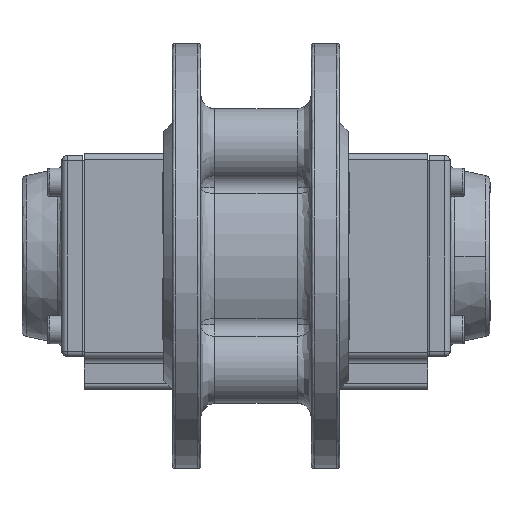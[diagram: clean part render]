
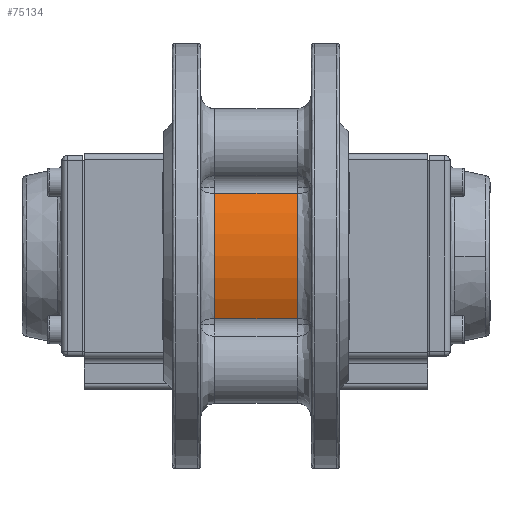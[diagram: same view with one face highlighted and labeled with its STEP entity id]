
A CAD part, front view. The second image highlights one B-rep face of the part: STEP entity #75134.
In plain terms, the highlighted cylindrical face has radius 50 mm (diameter 100 mm), a partial arc.
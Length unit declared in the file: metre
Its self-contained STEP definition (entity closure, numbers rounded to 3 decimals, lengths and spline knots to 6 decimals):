
#4166 = LINE ( 'NONE', #90451, #90520 ) ;
#6334 = EDGE_CURVE ( 'NONE', #46760, #68792, #92773, .T. ) ;
#10059 = CYLINDRICAL_SURFACE ( 'NONE', #70855, 0.05 ) ;
#10788 = ORIENTED_EDGE ( 'NONE', *, *, #93229, .T. ) ;
#15695 = VECTOR ( 'NONE', #59714, 1. ) ;
#15937 = DIRECTION ( 'NONE',  ( 1., 0., 0. ) ) ;
#17815 = CARTESIAN_POINT ( 'NONE',  ( 0.040707, -0.0565, 0.176047 ) ) ;
#18123 = CARTESIAN_POINT ( 'NONE',  ( 0.035957, -0.0565, 0.176047 ) ) ;
#19380 = DIRECTION ( 'NONE',  ( -1., 0., 0. ) ) ;
#22751 = CIRCLE ( 'NONE', #74017, 0.05 ) ;
#25411 = DIRECTION ( 'NONE',  ( 1., 0., 0. ) ) ;
#25778 = CARTESIAN_POINT ( 'NONE',  ( 0.011707, -0.0565, 0.131953 ) ) ;
#32418 = VERTEX_POINT ( 'NONE', #25778 ) ;
#34003 = CARTESIAN_POINT ( 'NONE',  ( 0.040707, -0.011623, 0.154 ) ) ;
#34471 = DIRECTION ( 'NONE',  ( 0., 0., -1. ) ) ;
#35602 = ORIENTED_EDGE ( 'NONE', *, *, #40016, .T. ) ;
#35615 = AXIS2_PLACEMENT_3D ( 'NONE', #34003, #19380, #34471 ) ;
#37538 = FACE_OUTER_BOUND ( 'NONE', #60792, .T. ) ;
#38047 = LINE ( 'NONE', #18123, #15695 ) ;
#40016 = EDGE_CURVE ( 'NONE', #68792, #61242, #38047, .T. ) ;
#40052 = CARTESIAN_POINT ( 'NONE',  ( 0.011707, -0.0565, 0.176047 ) ) ;
#44155 = ORIENTED_EDGE ( 'NONE', *, *, #76802, .T. ) ;
#45556 = DIRECTION ( 'NONE',  ( 0., 0., -1. ) ) ;
#46323 = ORIENTED_EDGE ( 'NONE', *, *, #6334, .T. ) ;
#46760 = VERTEX_POINT ( 'NONE', #88963 ) ;
#52782 = DIRECTION ( 'NONE',  ( 0., 0., -1. ) ) ;
#58768 = CARTESIAN_POINT ( 'NONE',  ( 0.035957, -0.011623, 0.154 ) ) ;
#58930 = CARTESIAN_POINT ( 'NONE',  ( 0.011707, -0.011623, 0.154 ) ) ;
#59714 = DIRECTION ( 'NONE',  ( -1., 0., 0. ) ) ;
#60792 = EDGE_LOOP ( 'NONE', ( #35602, #10788, #44155, #46323 ) ) ;
#61242 = VERTEX_POINT ( 'NONE', #40052 ) ;
#68792 = VERTEX_POINT ( 'NONE', #17815 ) ;
#70855 = AXIS2_PLACEMENT_3D ( 'NONE', #58768, #80870, #45556 ) ;
#74017 = AXIS2_PLACEMENT_3D ( 'NONE', #58930, #15937, #52782 ) ;
#75134 = ADVANCED_FACE ( 'NONE', ( #37538 ), #10059, .T. ) ;
#76802 = EDGE_CURVE ( 'NONE', #32418, #46760, #4166, .T. ) ;
#80870 = DIRECTION ( 'NONE',  ( 1., 0., 0. ) ) ;
#88963 = CARTESIAN_POINT ( 'NONE',  ( 0.040707, -0.0565, 0.131953 ) ) ;
#90451 = CARTESIAN_POINT ( 'NONE',  ( 0.035957, -0.0565, 0.131953 ) ) ;
#90520 = VECTOR ( 'NONE', #25411, 1. ) ;
#92773 = CIRCLE ( 'NONE', #35615, 0.05 ) ;
#93229 = EDGE_CURVE ( 'NONE', #61242, #32418, #22751, .T. ) ;
